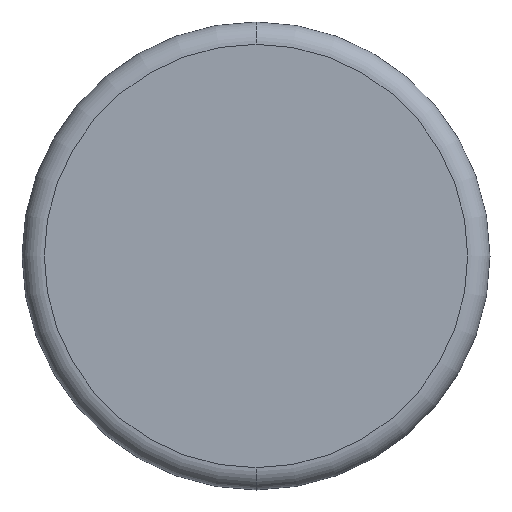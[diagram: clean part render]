
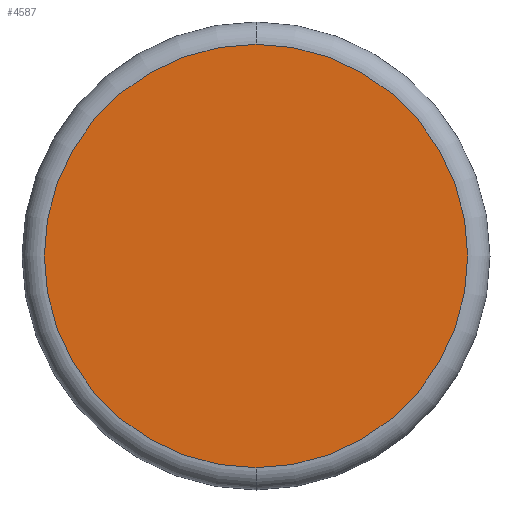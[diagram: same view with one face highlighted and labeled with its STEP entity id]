
A CAD part, front view. The second image highlights one B-rep face of the part: STEP entity #4587.
In plain terms, the highlighted planar face has unit normal (0, -1, 0).
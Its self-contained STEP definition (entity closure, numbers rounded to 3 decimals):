
#143 = AXIS2_PLACEMENT_3D ( 'NONE', #1586, #3820, #3137 ) ;
#232 = EDGE_CURVE ( 'NONE', #1668, #4365, #3217, .T. ) ;
#383 = AXIS2_PLACEMENT_3D ( 'NONE', #6651, #1169, #6842 ) ;
#1169 = DIRECTION ( 'NONE',  ( 0., 1., 0. ) ) ;
#1278 = CIRCLE ( 'NONE', #5303, 475. ) ;
#1586 = CARTESIAN_POINT ( 'NONE',  ( 0., 0., 0. ) ) ;
#1668 = VERTEX_POINT ( 'NONE', #4796 ) ;
#2093 = EDGE_LOOP ( 'NONE', ( #4244, #3872 ) ) ;
#2244 = FACE_OUTER_BOUND ( 'NONE', #2093, .T. ) ;
#2472 = CARTESIAN_POINT ( 'NONE',  ( 0., 0., -475. ) ) ;
#2499 = DIRECTION ( 'NONE',  ( 0., 0., 1. ) ) ;
#3137 = DIRECTION ( 'NONE',  ( 0., 0., 1. ) ) ;
#3217 = CIRCLE ( 'NONE', #143, 475. ) ;
#3820 = DIRECTION ( 'NONE',  ( 0., 1., 0. ) ) ;
#3872 = ORIENTED_EDGE ( 'NONE', *, *, #6078, .F. ) ;
#4098 = CARTESIAN_POINT ( 'NONE',  ( 0., 0., 0. ) ) ;
#4239 = DIRECTION ( 'NONE',  ( 0., 1., 0. ) ) ;
#4244 = ORIENTED_EDGE ( 'NONE', *, *, #232, .F. ) ;
#4365 = VERTEX_POINT ( 'NONE', #2472 ) ;
#4452 = PLANE ( 'NONE',  #383 ) ;
#4587 = ADVANCED_FACE ( 'NONE', ( #2244 ), #4452, .F. ) ;
#4796 = CARTESIAN_POINT ( 'NONE',  ( 0., 0., 475. ) ) ;
#5303 = AXIS2_PLACEMENT_3D ( 'NONE', #4098, #4239, #2499 ) ;
#6078 = EDGE_CURVE ( 'NONE', #4365, #1668, #1278, .T. ) ;
#6651 = CARTESIAN_POINT ( 'NONE',  ( 0., 0., 0. ) ) ;
#6842 = DIRECTION ( 'NONE',  ( 0., 0., 1. ) ) ;
